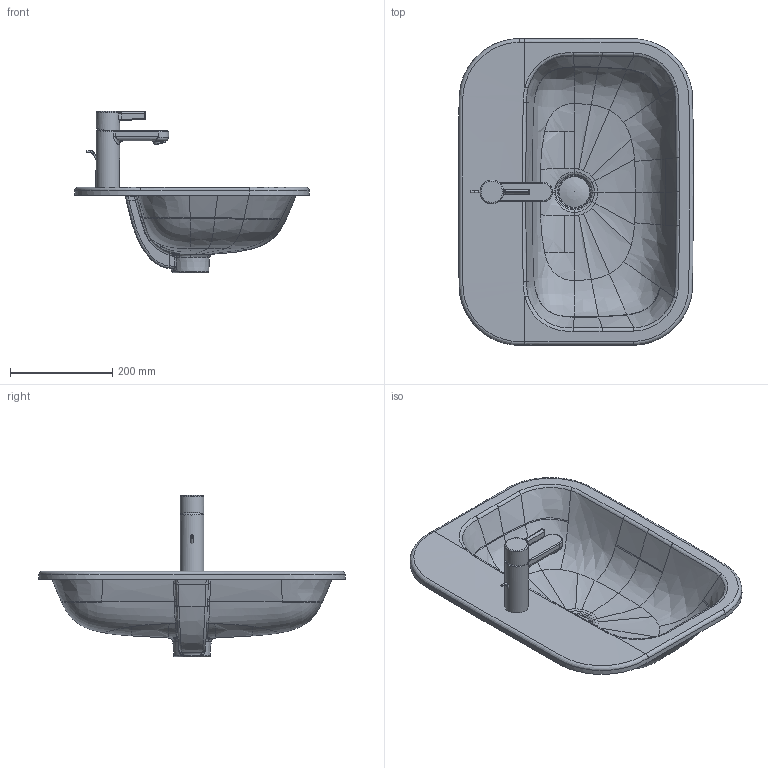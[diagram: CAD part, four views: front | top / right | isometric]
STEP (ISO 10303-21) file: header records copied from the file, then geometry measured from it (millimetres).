
FILE_DESCRIPTION((''),'2;1');
FILE_NAME('048360.stp','2013-11-21T12:04:32',('Administrator'),(''),'Autodesk Inventor 2011','Autodesk Inventor 2011','');
FILE_SCHEMA(('CONFIG_CONTROL_DESIGN'));
Length unit declared in the file: millimetre
Products named in the file (10): 048360; Kelch; Stopfen; Armatur Waschtisch; Fassung Sieb; Griff; Gehäuse; Hebel_Ventil; Gleitring
Assembly tree (9 placements, depth 3):
  048360
    048360
    Kelch
    Stopfen
    Armatur Waschtisch
      Fassung Sieb
      Griff
      Gehäuse
      Hebel_Ventil
      Gleitring
Bounding box: 459.3 x 599.56 x 315.55 mm (x, y, z)
Volume: 4570317.4 mm3; surface area: 816423.1 mm2
Topology: 7 solids, 9 shells, 404 faces, 996 edges, 601 vertices
Faces by surface type: bspline 244, plane 67, cylinder 63, torus 16, cone 7, sphere 7
Full cylindrical faces by diameter (mm): 4 x2, 20.15 x1, 21.15 x1, 23.15 x1, 25 x1, 35 x1, 42 x1, 44 x1, 46 x3, 60 x1
Entity records: 186587 total; most frequent: CARTESIAN_POINT 178412, ORIENTED_EDGE 1902, DIRECTION 1063, EDGE_CURVE 953, VERTEX_POINT 589, B_SPLINE_CURVE_WITH_KNOTS 498, EDGE_LOOP 456, AXIS2_PLACEMENT_3D 430
